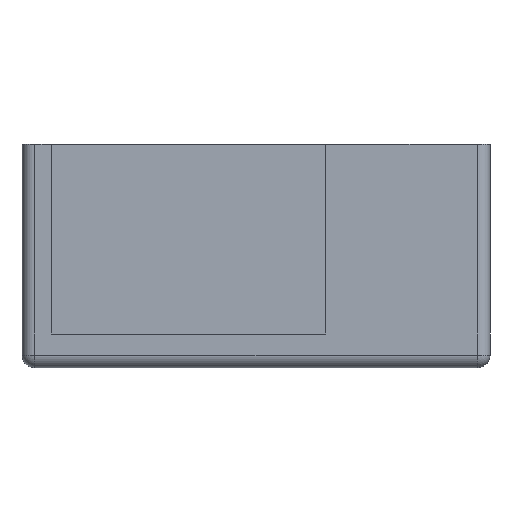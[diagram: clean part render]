
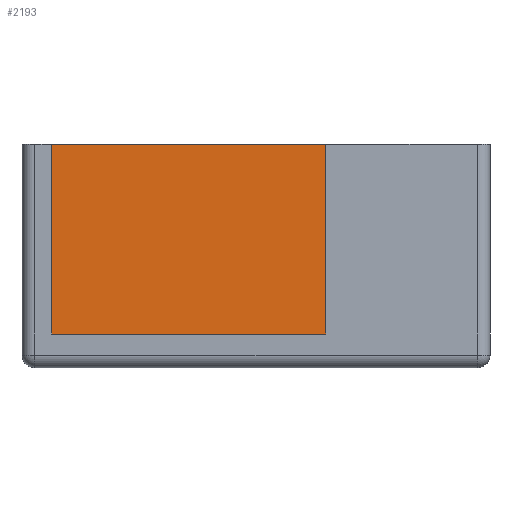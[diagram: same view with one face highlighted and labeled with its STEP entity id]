
A CAD part, left-side view. The second image highlights one B-rep face of the part: STEP entity #2193.
In plain terms, the highlighted planar face has unit normal (-1, 0, 0).
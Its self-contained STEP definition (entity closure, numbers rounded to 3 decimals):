
#495 = CYLINDRICAL_SURFACE('',#496,1.5);
#496 = AXIS2_PLACEMENT_3D('',#497,#498,#499);
#497 = CARTESIAN_POINT('',(38.,103.5,50.));
#498 = DIRECTION('',(0.,0.,1.));
#499 = DIRECTION('',(1.,0.,0.));
#624 = PLANE('',#625);
#625 = AXIS2_PLACEMENT_3D('',#626,#627,#628);
#626 = CARTESIAN_POINT('',(0.,0.,50.));
#627 = DIRECTION('',(0.,0.,1.));
#628 = DIRECTION('',(1.,0.,0.));
#891 = CYLINDRICAL_SURFACE('',#892,1.5);
#892 = AXIS2_PLACEMENT_3D('',#893,#894,#895);
#893 = CARTESIAN_POINT('',(38.,1.5,50.));
#894 = DIRECTION('',(0.,0.,1.));
#895 = DIRECTION('',(1.,0.,0.));
#1189 = VERTEX_POINT('',#1190);
#1190 = CARTESIAN_POINT('',(39.5,1.5,1.));
#1204 = CYLINDRICAL_SURFACE('',#1205,1.);
#1205 = AXIS2_PLACEMENT_3D('',#1206,#1207,#1208);
#1206 = CARTESIAN_POINT('',(38.5,103.5,1.));
#1207 = DIRECTION('',(0.,-1.,0.));
#1208 = DIRECTION('',(0.,0.,-1.));
#1297 = VERTEX_POINT('',#1298);
#1298 = CARTESIAN_POINT('',(39.5,103.5,1.));
#1344 = EDGE_CURVE('',#1297,#1189,#1345,.T.);
#1345 = SURFACE_CURVE('',#1346,(#1350,#1357),.PCURVE_S1.);
#1346 = LINE('',#1347,#1348);
#1347 = CARTESIAN_POINT('',(39.5,103.5,1.));
#1348 = VECTOR('',#1349,1.);
#1349 = DIRECTION('',(0.,-1.,0.));
#1350 = PCURVE('',#1204,#1351);
#1351 = DEFINITIONAL_REPRESENTATION('',(#1352),#1356);
#1352 = LINE('',#1353,#1354);
#1353 = CARTESIAN_POINT('',(1.571,0.));
#1354 = VECTOR('',#1355,1.);
#1355 = DIRECTION('',(0.,1.));
#1356 = ( GEOMETRIC_REPRESENTATION_CONTEXT(2) 
PARAMETRIC_REPRESENTATION_CONTEXT() REPRESENTATION_CONTEXT('2D SPACE',''
  ) );
#1357 = PCURVE('',#1358,#1363);
#1358 = PLANE('',#1359);
#1359 = AXIS2_PLACEMENT_3D('',#1360,#1361,#1362);
#1360 = CARTESIAN_POINT('',(39.5,103.5,50.));
#1361 = DIRECTION('',(-1.,0.,0.));
#1362 = DIRECTION('',(0.,-1.,0.));
#1363 = DEFINITIONAL_REPRESENTATION('',(#1364),#1368);
#1364 = LINE('',#1365,#1366);
#1365 = CARTESIAN_POINT('',(0.,-49.));
#1366 = VECTOR('',#1367,1.);
#1367 = DIRECTION('',(1.,0.));
#1368 = ( GEOMETRIC_REPRESENTATION_CONTEXT(2) 
PARAMETRIC_REPRESENTATION_CONTEXT() REPRESENTATION_CONTEXT('2D SPACE',''
  ) );
#1395 = EDGE_CURVE('',#1396,#1297,#1398,.T.);
#1396 = VERTEX_POINT('',#1397);
#1397 = CARTESIAN_POINT('',(39.5,103.5,50.));
#1398 = SURFACE_CURVE('',#1399,(#1403,#1410),.PCURVE_S1.);
#1399 = LINE('',#1400,#1401);
#1400 = CARTESIAN_POINT('',(39.5,103.5,50.));
#1401 = VECTOR('',#1402,1.);
#1402 = DIRECTION('',(0.,0.,-1.));
#1403 = PCURVE('',#495,#1404);
#1404 = DEFINITIONAL_REPRESENTATION('',(#1405),#1409);
#1405 = LINE('',#1406,#1407);
#1406 = CARTESIAN_POINT('',(6.283,0.));
#1407 = VECTOR('',#1408,1.);
#1408 = DIRECTION('',(0.,-1.));
#1409 = ( GEOMETRIC_REPRESENTATION_CONTEXT(2) 
PARAMETRIC_REPRESENTATION_CONTEXT() REPRESENTATION_CONTEXT('2D SPACE',''
  ) );
#1410 = PCURVE('',#1358,#1411);
#1411 = DEFINITIONAL_REPRESENTATION('',(#1412),#1416);
#1412 = LINE('',#1413,#1414);
#1413 = CARTESIAN_POINT('',(0.,0.));
#1414 = VECTOR('',#1415,1.);
#1415 = DIRECTION('',(0.,-1.));
#1416 = ( GEOMETRIC_REPRESENTATION_CONTEXT(2) 
PARAMETRIC_REPRESENTATION_CONTEXT() REPRESENTATION_CONTEXT('2D SPACE',''
  ) );
#1853 = EDGE_CURVE('',#1854,#1189,#1856,.T.);
#1854 = VERTEX_POINT('',#1855);
#1855 = CARTESIAN_POINT('',(39.5,1.5,50.));
#1856 = SURFACE_CURVE('',#1857,(#1861,#1868),.PCURVE_S1.);
#1857 = LINE('',#1858,#1859);
#1858 = CARTESIAN_POINT('',(39.5,1.5,50.));
#1859 = VECTOR('',#1860,1.);
#1860 = DIRECTION('',(0.,0.,-1.));
#1861 = PCURVE('',#891,#1862);
#1862 = DEFINITIONAL_REPRESENTATION('',(#1863),#1867);
#1863 = LINE('',#1864,#1865);
#1864 = CARTESIAN_POINT('',(6.283,0.));
#1865 = VECTOR('',#1866,1.);
#1866 = DIRECTION('',(0.,-1.));
#1867 = ( GEOMETRIC_REPRESENTATION_CONTEXT(2) 
PARAMETRIC_REPRESENTATION_CONTEXT() REPRESENTATION_CONTEXT('2D SPACE',''
  ) );
#1868 = PCURVE('',#1358,#1869);
#1869 = DEFINITIONAL_REPRESENTATION('',(#1870),#1874);
#1870 = LINE('',#1871,#1872);
#1871 = CARTESIAN_POINT('',(102.,0.));
#1872 = VECTOR('',#1873,1.);
#1873 = DIRECTION('',(0.,-1.));
#1874 = ( GEOMETRIC_REPRESENTATION_CONTEXT(2) 
PARAMETRIC_REPRESENTATION_CONTEXT() REPRESENTATION_CONTEXT('2D SPACE',''
  ) );
#2193 = ADVANCED_FACE('',(#2194),#1358,.T.);
#2194 = FACE_BOUND('',#2195,.T.);
#2195 = EDGE_LOOP('',(#2196,#2197,#2198,#2199,#2222));
#2196 = ORIENTED_EDGE('',*,*,#1395,.T.);
#2197 = ORIENTED_EDGE('',*,*,#1344,.T.);
#2198 = ORIENTED_EDGE('',*,*,#1853,.F.);
#2199 = ORIENTED_EDGE('',*,*,#2200,.F.);
#2200 = EDGE_CURVE('',#2201,#1854,#2203,.T.);
#2201 = VERTEX_POINT('',#2202);
#2202 = CARTESIAN_POINT('',(39.5,16.451,50.));
#2203 = SURFACE_CURVE('',#2204,(#2208,#2215),.PCURVE_S1.);
#2204 = LINE('',#2205,#2206);
#2205 = CARTESIAN_POINT('',(39.5,103.5,50.));
#2206 = VECTOR('',#2207,1.);
#2207 = DIRECTION('',(0.,-1.,0.));
#2208 = PCURVE('',#1358,#2209);
#2209 = DEFINITIONAL_REPRESENTATION('',(#2210),#2214);
#2210 = LINE('',#2211,#2212);
#2211 = CARTESIAN_POINT('',(0.,0.));
#2212 = VECTOR('',#2213,1.);
#2213 = DIRECTION('',(1.,0.));
#2214 = ( GEOMETRIC_REPRESENTATION_CONTEXT(2) 
PARAMETRIC_REPRESENTATION_CONTEXT() REPRESENTATION_CONTEXT('2D SPACE',''
  ) );
#2215 = PCURVE('',#624,#2216);
#2216 = DEFINITIONAL_REPRESENTATION('',(#2217),#2221);
#2217 = LINE('',#2218,#2219);
#2218 = CARTESIAN_POINT('',(39.5,103.5));
#2219 = VECTOR('',#2220,1.);
#2220 = DIRECTION('',(0.,-1.));
#2221 = ( GEOMETRIC_REPRESENTATION_CONTEXT(2) 
PARAMETRIC_REPRESENTATION_CONTEXT() REPRESENTATION_CONTEXT('2D SPACE',''
  ) );
#2222 = ORIENTED_EDGE('',*,*,#2223,.F.);
#2223 = EDGE_CURVE('',#1396,#2201,#2224,.T.);
#2224 = SURFACE_CURVE('',#2225,(#2229,#2236),.PCURVE_S1.);
#2225 = LINE('',#2226,#2227);
#2226 = CARTESIAN_POINT('',(39.5,103.5,50.));
#2227 = VECTOR('',#2228,1.);
#2228 = DIRECTION('',(0.,-1.,0.));
#2229 = PCURVE('',#1358,#2230);
#2230 = DEFINITIONAL_REPRESENTATION('',(#2231),#2235);
#2231 = LINE('',#2232,#2233);
#2232 = CARTESIAN_POINT('',(0.,0.));
#2233 = VECTOR('',#2234,1.);
#2234 = DIRECTION('',(1.,0.));
#2235 = ( GEOMETRIC_REPRESENTATION_CONTEXT(2) 
PARAMETRIC_REPRESENTATION_CONTEXT() REPRESENTATION_CONTEXT('2D SPACE',''
  ) );
#2236 = PCURVE('',#624,#2237);
#2237 = DEFINITIONAL_REPRESENTATION('',(#2238),#2242);
#2238 = LINE('',#2239,#2240);
#2239 = CARTESIAN_POINT('',(39.5,103.5));
#2240 = VECTOR('',#2241,1.);
#2241 = DIRECTION('',(0.,-1.));
#2242 = ( GEOMETRIC_REPRESENTATION_CONTEXT(2) 
PARAMETRIC_REPRESENTATION_CONTEXT() REPRESENTATION_CONTEXT('2D SPACE',''
  ) );
